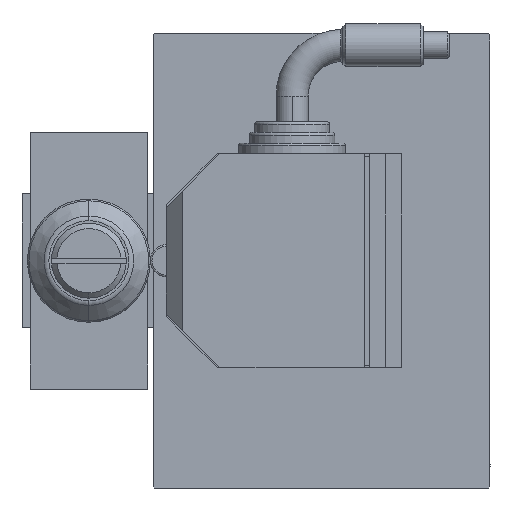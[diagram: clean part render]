
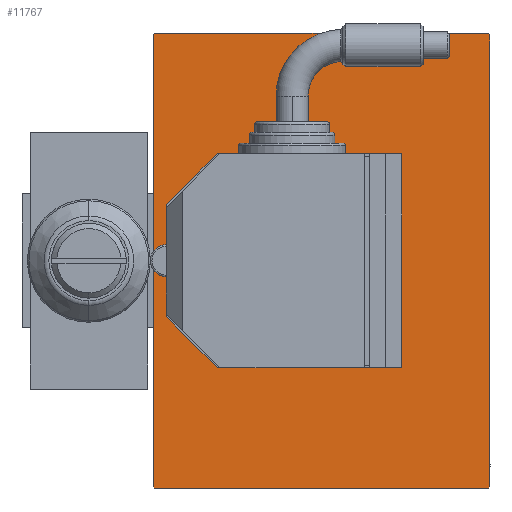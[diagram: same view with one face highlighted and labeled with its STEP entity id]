
A CAD part, left-side view. The second image highlights one B-rep face of the part: STEP entity #11767.
In plain terms, the highlighted face is planar.
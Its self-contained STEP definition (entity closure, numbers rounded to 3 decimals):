
#827 = DIRECTION ( 'NONE',  ( 0., -0.707, -0.707 ) ) ;
#840 = CARTESIAN_POINT ( 'NONE',  ( 88., 36.85, 36.85 ) ) ;
#1093 = DIRECTION ( 'NONE',  ( 0., -0.707, 0.707 ) ) ;
#1419 = EDGE_CURVE ( 'NONE', #28135, #22910, #35296, .T. ) ;
#1513 = EDGE_CURVE ( 'NONE', #34352, #30567, #2317, .T. ) ;
#2317 = LINE ( 'NONE', #14810, #3297 ) ;
#3089 = CARTESIAN_POINT ( 'NONE',  ( 88., -31.2, -42.5 ) ) ;
#3155 = CARTESIAN_POINT ( 'NONE',  ( 88., 31.2, 42.5 ) ) ;
#3297 = VECTOR ( 'NONE', #26548, 1000. ) ;
#4114 = VECTOR ( 'NONE', #827, 1000. ) ;
#4557 = CARTESIAN_POINT ( 'NONE',  ( 88., 31.5, -42.5 ) ) ;
#5618 = CARTESIAN_POINT ( 'NONE',  ( 88., 31.5, -42.2 ) ) ;
#5673 = CARTESIAN_POINT ( 'NONE',  ( 88., -31.5, 42.2 ) ) ;
#5768 = VECTOR ( 'NONE', #24458, 1000. ) ;
#5928 = CARTESIAN_POINT ( 'NONE',  ( 88., -36.85, -36.85 ) ) ;
#6676 = VERTEX_POINT ( 'NONE', #3155 ) ;
#11767 = ADVANCED_FACE ( 'NONE', ( #44996 ), #21717, .T. ) ;
#11836 = CARTESIAN_POINT ( 'NONE',  ( 88., 31.5, 42.2 ) ) ;
#14810 = CARTESIAN_POINT ( 'NONE',  ( 88., -31.5, -42.5 ) ) ;
#15734 = LINE ( 'NONE', #34875, #45148 ) ;
#15915 = LINE ( 'NONE', #840, #45214 ) ;
#16054 = LINE ( 'NONE', #4557, #5768 ) ;
#17119 = CARTESIAN_POINT ( 'NONE',  ( 88., 31.5, 42.5 ) ) ;
#17905 = DIRECTION ( 'NONE',  ( 0., 0.707, -0.707 ) ) ;
#20181 = LINE ( 'NONE', #35005, #44047 ) ;
#20981 = ORIENTED_EDGE ( 'NONE', *, *, #26645, .T. ) ;
#21717 = PLANE ( 'NONE',  #21969 ) ;
#21969 = AXIS2_PLACEMENT_3D ( 'NONE', #37311, #45236, #29143 ) ;
#22280 = EDGE_LOOP ( 'NONE', ( #49533, #34141, #48183, #25916, #30523, #47815, #46986, #20981 ) ) ;
#22328 = VECTOR ( 'NONE', #17905, 1000. ) ;
#22910 = VERTEX_POINT ( 'NONE', #5673 ) ;
#23745 = EDGE_CURVE ( 'NONE', #30567, #35395, #15734, .T. ) ;
#24458 = DIRECTION ( 'NONE',  ( 0., 0., 1. ) ) ;
#25916 = ORIENTED_EDGE ( 'NONE', *, *, #26327, .T. ) ;
#26327 = EDGE_CURVE ( 'NONE', #38272, #6676, #15915, .T. ) ;
#26548 = DIRECTION ( 'NONE',  ( 0., 1., 0. ) ) ;
#26645 = EDGE_CURVE ( 'NONE', #37655, #34352, #48575, .T. ) ;
#27052 = CARTESIAN_POINT ( 'NONE',  ( 88., 31.2, -42.5 ) ) ;
#28135 = VERTEX_POINT ( 'NONE', #48581 ) ;
#29143 = DIRECTION ( 'NONE',  ( 0., 0., -1. ) ) ;
#30523 = ORIENTED_EDGE ( 'NONE', *, *, #43759, .T. ) ;
#30567 = VERTEX_POINT ( 'NONE', #27052 ) ;
#30791 = DIRECTION ( 'NONE',  ( 0., 0.707, 0.707 ) ) ;
#31166 = EDGE_CURVE ( 'NONE', #22910, #37655, #20181, .T. ) ;
#31978 = CARTESIAN_POINT ( 'NONE',  ( 88., -36.85, 36.85 ) ) ;
#32716 = DIRECTION ( 'NONE',  ( 0., -1., 0. ) ) ;
#34141 = ORIENTED_EDGE ( 'NONE', *, *, #23745, .T. ) ;
#34352 = VERTEX_POINT ( 'NONE', #3089 ) ;
#34875 = CARTESIAN_POINT ( 'NONE',  ( 88., 36.85, -36.85 ) ) ;
#35005 = CARTESIAN_POINT ( 'NONE',  ( 88., -31.5, 42.5 ) ) ;
#35296 = LINE ( 'NONE', #31978, #4114 ) ;
#35395 = VERTEX_POINT ( 'NONE', #5618 ) ;
#36540 = LINE ( 'NONE', #17119, #43144 ) ;
#37311 = CARTESIAN_POINT ( 'NONE',  ( 88., 0., 0. ) ) ;
#37655 = VERTEX_POINT ( 'NONE', #40405 ) ;
#38272 = VERTEX_POINT ( 'NONE', #11836 ) ;
#40405 = CARTESIAN_POINT ( 'NONE',  ( 88., -31.5, -42.2 ) ) ;
#43144 = VECTOR ( 'NONE', #32716, 1000. ) ;
#43689 = DIRECTION ( 'NONE',  ( 0., 0., -1. ) ) ;
#43759 = EDGE_CURVE ( 'NONE', #6676, #28135, #36540, .T. ) ;
#44047 = VECTOR ( 'NONE', #43689, 1000. ) ;
#44996 = FACE_OUTER_BOUND ( 'NONE', #22280, .T. ) ;
#45148 = VECTOR ( 'NONE', #30791, 1000. ) ;
#45214 = VECTOR ( 'NONE', #1093, 1000. ) ;
#45236 = DIRECTION ( 'NONE',  ( 1., 0., 0. ) ) ;
#46986 = ORIENTED_EDGE ( 'NONE', *, *, #31166, .T. ) ;
#47815 = ORIENTED_EDGE ( 'NONE', *, *, #1419, .T. ) ;
#48183 = ORIENTED_EDGE ( 'NONE', *, *, #48352, .T. ) ;
#48352 = EDGE_CURVE ( 'NONE', #35395, #38272, #16054, .T. ) ;
#48575 = LINE ( 'NONE', #5928, #22328 ) ;
#48581 = CARTESIAN_POINT ( 'NONE',  ( 88., -31.2, 42.5 ) ) ;
#49533 = ORIENTED_EDGE ( 'NONE', *, *, #1513, .T. ) ;
